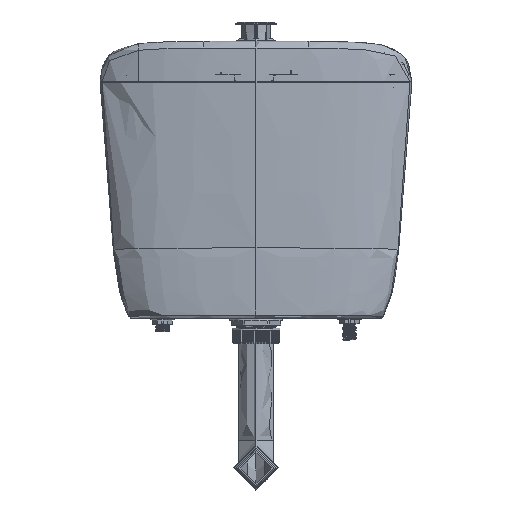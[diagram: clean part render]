
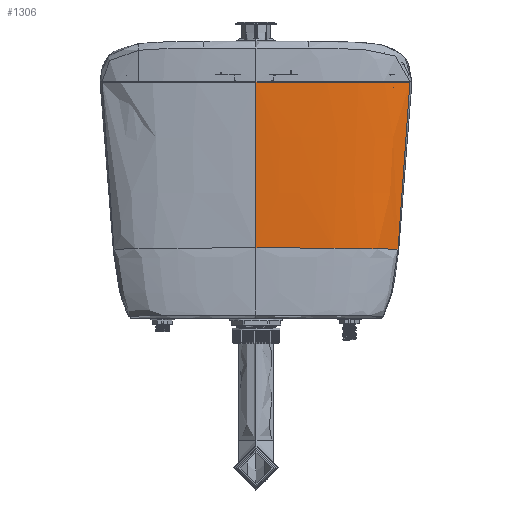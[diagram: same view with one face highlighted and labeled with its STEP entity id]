
A CAD part, front view. The second image highlights one B-rep face of the part: STEP entity #1306.
In plain terms, the highlighted free-form (B-spline) face has degree [3, 3] with [15, 4] control points.
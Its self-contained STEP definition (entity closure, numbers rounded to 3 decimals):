
#47=B_SPLINE_SURFACE_WITH_KNOTS('',3,3,((#70450,#70451,#70452,#70453),(#70454,
#70455,#70456,#70457),(#70458,#70459,#70460,#70461),(#70462,#70463,#70464,
#70465),(#70466,#70467,#70468,#70469),(#70470,#70471,#70472,#70473),(#70474,
#70475,#70476,#70477),(#70478,#70479,#70480,#70481),(#70482,#70483,#70484,
#70485),(#70486,#70487,#70488,#70489),(#70490,#70491,#70492,#70493),(#70494,
#70495,#70496,#70497),(#70498,#70499,#70500,#70501),(#70502,#70503,#70504,
#70505),(#70506,#70507,#70508,#70509)),.UNSPECIFIED.,.F.,.F.,.F.,(4,1,1,
1,1,1,1,1,1,1,1,1,4),(4,4),(0.,1.648,29.608,59.217,
88.825,118.433,148.042,162.846,177.65,
192.454,207.258,233.875,236.214),(0.,
251.431),.UNSPECIFIED.);
#1306=ADVANCED_FACE('',(#4561),#47,.T.);
#4561=FACE_OUTER_BOUND('',#7758,.T.);
#7758=EDGE_LOOP('',(#15043,#15044,#15045,#15046));
#15043=ORIENTED_EDGE('',*,*,#29052,.T.);
#15044=ORIENTED_EDGE('',*,*,#29054,.F.);
#15045=ORIENTED_EDGE('',*,*,#29053,.F.);
#15046=ORIENTED_EDGE('',*,*,#27051,.F.);
#27051=EDGE_CURVE('',#43436,#43411,#35069,.T.);
#29052=EDGE_CURVE('',#43436,#43250,#36720,.T.);
#29053=EDGE_CURVE('',#43411,#43251,#36721,.T.);
#29054=EDGE_CURVE('',#43251,#43250,#36722,.T.);
#35069=B_SPLINE_CURVE_WITH_KNOTS('',3,(#87879,#87880,#87881,#87882,#87883,
#87884,#87885,#87886,#87887,#87888,#87889,#87890,#87891,#87892,#87893,#87894,
#87895,#87896,#87897,#87898,#87899,#87900,#87901,#87902),.UNSPECIFIED.,
 .F.,.F.,(4,1,1,1,1,1,1,1,1,1,1,1,1,1,1,1,1,1,1,1,1,4),(-229.752,
-218.812,-207.871,-196.931,-185.99,-175.049,
-164.109,-153.168,-142.228,-131.287,-120.346,
-109.406,-98.465,-87.525,-76.584,
-65.644,-54.703,-43.762,-32.822,-21.881,
-10.941,0.),.UNSPECIFIED.);
#36720=B_SPLINE_CURVE_WITH_KNOTS('',1,(#94077,#94078),.UNSPECIFIED.,.F.,
 .F.,(2,2),(-238.69,0.),.UNSPECIFIED.);
#36721=B_SPLINE_CURVE_WITH_KNOTS('',3,(#94079,#94080,#94081,#94082,#94083,
#94084),.UNSPECIFIED.,.F.,.F.,(4,1,1,4),(0.,80.546,161.091,
241.637),.UNSPECIFIED.);
#36722=B_SPLINE_CURVE_WITH_KNOTS('',3,(#94085,#94086,#94087,#94088,#94089,
#94090,#94091,#94092,#94093,#94094,#94095,#94096,#94097,#94098,#94099,#94100),
 .UNSPECIFIED.,.F.,.F.,(4,1,1,1,1,1,1,1,1,1,1,1,1,4),(0.,10.868,
24.516,38.164,51.812,65.46,79.108,
92.756,106.404,120.052,133.7,160.996,
188.292,215.587),.UNSPECIFIED.);
#43250=VERTEX_POINT('',#84177);
#43251=VERTEX_POINT('',#84178);
#43411=VERTEX_POINT('',#84338);
#43436=VERTEX_POINT('',#84363);
#70450=CARTESIAN_POINT('',(-2.115,97.593,58.711));
#70451=CARTESIAN_POINT('',(-2.181,180.323,60.162));
#70452=CARTESIAN_POINT('',(-2.247,263.053,61.613));
#70453=CARTESIAN_POINT('',(-2.313,345.783,63.064));
#70454=CARTESIAN_POINT('',(-1.406,97.587,58.712));
#70455=CARTESIAN_POINT('',(-1.45,180.319,60.163));
#70456=CARTESIAN_POINT('',(-1.493,263.051,61.614));
#70457=CARTESIAN_POINT('',(-1.537,345.783,63.066));
#70458=CARTESIAN_POINT('',(11.26,97.487,58.718));
#70459=CARTESIAN_POINT('',(11.611,180.253,60.171));
#70460=CARTESIAN_POINT('',(11.962,263.018,61.624));
#70461=CARTESIAN_POINT('',(12.313,345.784,63.078));
#70462=CARTESIAN_POINT('',(33.996,97.281,58.439));
#70463=CARTESIAN_POINT('',(34.915,180.116,59.839));
#70464=CARTESIAN_POINT('',(35.834,262.952,61.238));
#70465=CARTESIAN_POINT('',(36.753,345.788,62.637));
#70466=CARTESIAN_POINT('',(62.153,96.964,57.288));
#70467=CARTESIAN_POINT('',(63.541,179.907,58.534));
#70468=CARTESIAN_POINT('',(64.929,262.85,59.78));
#70469=CARTESIAN_POINT('',(66.317,345.792,61.025));
#70470=CARTESIAN_POINT('',(87.838,96.633,55.479));
#70471=CARTESIAN_POINT('',(89.662,179.688,56.61));
#70472=CARTESIAN_POINT('',(91.486,262.743,57.74));
#70473=CARTESIAN_POINT('',(93.31,345.798,58.871));
#70474=CARTESIAN_POINT('',(112.807,96.303,53.068));
#70475=CARTESIAN_POINT('',(115.289,179.47,54.209));
#70476=CARTESIAN_POINT('',(117.772,262.636,55.35));
#70477=CARTESIAN_POINT('',(120.255,345.803,56.491));
#70478=CARTESIAN_POINT('',(134.458,96.037,50.398));
#70479=CARTESIAN_POINT('',(137.243,179.293,51.413));
#70480=CARTESIAN_POINT('',(140.027,262.55,52.427));
#70481=CARTESIAN_POINT('',(142.812,345.807,53.442));
#70482=CARTESIAN_POINT('',(151.884,95.833,47.049));
#70483=CARTESIAN_POINT('',(154.933,179.159,47.981));
#70484=CARTESIAN_POINT('',(157.982,262.484,48.913));
#70485=CARTESIAN_POINT('',(161.03,345.81,49.844));
#70486=CARTESIAN_POINT('',(164.795,95.687,43.687));
#70487=CARTESIAN_POINT('',(168.172,179.062,44.625));
#70488=CARTESIAN_POINT('',(171.548,262.437,45.563));
#70489=CARTESIAN_POINT('',(174.925,345.812,46.501));
#70490=CARTESIAN_POINT('',(177.407,95.547,39.233));
#70491=CARTESIAN_POINT('',(181.24,178.97,40.251));
#70492=CARTESIAN_POINT('',(185.074,262.392,41.269));
#70493=CARTESIAN_POINT('',(188.907,345.814,42.287));
#70494=CARTESIAN_POINT('',(192.566,95.381,31.783));
#70495=CARTESIAN_POINT('',(197.041,178.859,32.932));
#70496=CARTESIAN_POINT('',(201.517,262.338,34.081));
#70497=CARTESIAN_POINT('',(205.992,345.817,35.23));
#70498=CARTESIAN_POINT('',(201.741,95.263,23.287));
#70499=CARTESIAN_POINT('',(207.106,178.781,24.589));
#70500=CARTESIAN_POINT('',(212.471,262.3,25.891));
#70501=CARTESIAN_POINT('',(217.836,345.819,27.192));
#70502=CARTESIAN_POINT('',(205.113,95.191,15.806));
#70503=CARTESIAN_POINT('',(211.526,178.734,17.25));
#70504=CARTESIAN_POINT('',(217.939,262.277,18.694));
#70505=CARTESIAN_POINT('',(224.352,345.82,20.138));
#70506=CARTESIAN_POINT('',(205.366,95.185,15.189));
#70507=CARTESIAN_POINT('',(211.867,178.73,16.645));
#70508=CARTESIAN_POINT('',(218.368,262.275,18.101));
#70509=CARTESIAN_POINT('',(224.869,345.82,19.557));
#84177=CARTESIAN_POINT('',(0.,102.349,58.796));
#84178=CARTESIAN_POINT('',(204.912,100.022,17.085));
#84338=CARTESIAN_POINT('',(222.044,340.998,22.102));
#84363=CARTESIAN_POINT('',(0.,341.002,62.982));
#87879=CARTESIAN_POINT('',(0.,341.002,62.982));
#87880=CARTESIAN_POINT('',(3.215,341.002,62.982));
#87881=CARTESIAN_POINT('',(9.613,340.999,62.956));
#87882=CARTESIAN_POINT('',(19.081,341.,62.837));
#87883=CARTESIAN_POINT('',(28.502,341.,62.632));
#87884=CARTESIAN_POINT('',(37.959,341.,62.332));
#87885=CARTESIAN_POINT('',(47.634,341.,61.923));
#87886=CARTESIAN_POINT('',(57.886,341.,61.377));
#87887=CARTESIAN_POINT('',(69.223,341.,60.651));
#87888=CARTESIAN_POINT('',(82.272,341.,59.678));
#87889=CARTESIAN_POINT('',(96.852,341.,58.472));
#87890=CARTESIAN_POINT('',(113.576,341.,56.989));
#87891=CARTESIAN_POINT('',(131.975,341.,54.872));
#87892=CARTESIAN_POINT('',(147.556,341.,52.436));
#87893=CARTESIAN_POINT('',(161.384,341.,49.664));
#87894=CARTESIAN_POINT('',(173.471,341.,46.735));
#87895=CARTESIAN_POINT('',(184.084,341.,43.649));
#87896=CARTESIAN_POINT('',(193.25,341.,40.366));
#87897=CARTESIAN_POINT('',(201.036,341.,36.921));
#87898=CARTESIAN_POINT('',(207.56,341.,33.398));
#87899=CARTESIAN_POINT('',(213.114,341.,29.782));
#87900=CARTESIAN_POINT('',(217.916,341.001,26.044));
#87901=CARTESIAN_POINT('',(220.734,340.998,23.428));
#87902=CARTESIAN_POINT('',(222.044,340.998,22.102));
#94077=CARTESIAN_POINT('',(0.,341.002,62.982));
#94078=CARTESIAN_POINT('',(0.,102.349,58.796));
#94079=CARTESIAN_POINT('',(222.044,340.998,22.102));
#94080=CARTESIAN_POINT('',(220.048,313.108,21.588));
#94081=CARTESIAN_POINT('',(216.129,258.067,20.534));
#94082=CARTESIAN_POINT('',(210.438,177.74,18.874));
#94083=CARTESIAN_POINT('',(206.744,125.68,17.695));
#94084=CARTESIAN_POINT('',(204.912,100.022,17.085));
#94085=CARTESIAN_POINT('',(204.912,100.022,17.085));
#94086=CARTESIAN_POINT('',(203.436,100.051,20.046));
#94087=CARTESIAN_POINT('',(199.121,100.118,26.041));
#94088=CARTESIAN_POINT('',(189.784,100.229,33.314));
#94089=CARTESIAN_POINT('',(177.886,100.357,39.182));
#94090=CARTESIAN_POINT('',(165.345,100.493,43.63));
#94091=CARTESIAN_POINT('',(152.512,100.635,46.999));
#94092=CARTESIAN_POINT('',(139.528,100.784,49.527));
#94093=CARTESIAN_POINT('',(126.573,100.937,51.439));
#94094=CARTESIAN_POINT('',(113.79,101.094,52.959));
#94095=CARTESIAN_POINT('',(101.222,101.253,54.257));
#94096=CARTESIAN_POINT('',(84.573,101.467,55.776));
#94097=CARTESIAN_POINT('',(63.342,101.736,57.294));
#94098=CARTESIAN_POINT('',(35.008,102.05,58.5));
#94099=CARTESIAN_POINT('',(12.528,102.251,58.794));
#94100=CARTESIAN_POINT('',(0.,102.349,58.796));
